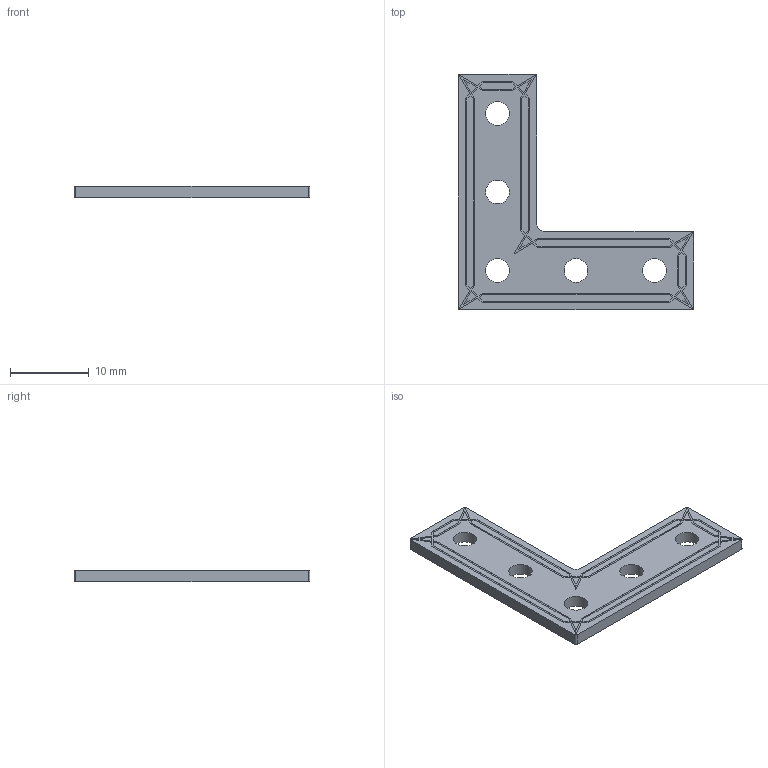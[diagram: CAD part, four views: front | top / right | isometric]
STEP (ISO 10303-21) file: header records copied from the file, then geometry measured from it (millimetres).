
FILE_DESCRIPTION((''),'2;1');
FILE_NAME('100326.stp','2015-07-14T02:29:59',('Jeff'),(''),'Autodesk Inventor 2010','Autodesk Inventor 2010','');
FILE_SCHEMA(('CONFIG_CONTROL_DESIGN'));
Length unit declared in the file: millimetre
Products named in the file (1): 100326
Bounding box: 30 x 30 x 1.5 mm (x, y, z)
Volume: 696.3 mm3; surface area: 1188.2 mm2
Topology: 1 solids, 1 shells, 263 faces, 699 edges, 466 vertices
Faces by surface type: plane 143, bspline 109, cylinder 11
Full cylindrical faces by diameter (mm): 3 x5
Entity records: 8036 total; most frequent: CARTESIAN_POINT 1751, ORIENTED_EDGE 1388, DIRECTION 1026, EDGE_CURVE 694, VECTOR 672, LINE 672, VERTEX_POINT 466, EDGE_LOOP 306
